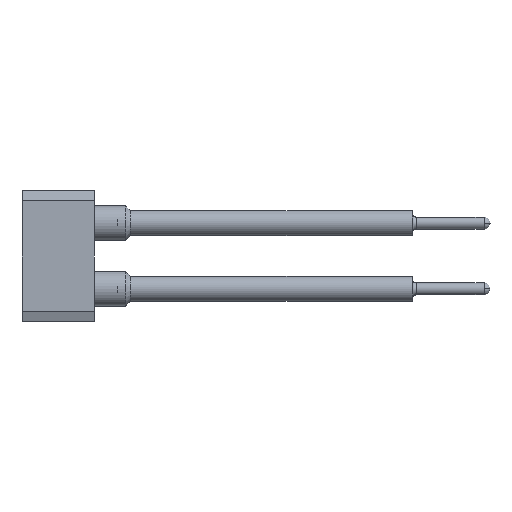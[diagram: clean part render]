
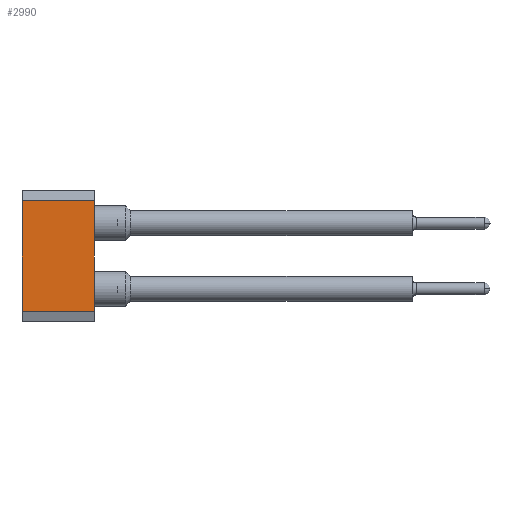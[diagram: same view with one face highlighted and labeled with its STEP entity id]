
A CAD part, left-side view. The second image highlights one B-rep face of the part: STEP entity #2990.
In plain terms, the highlighted planar face has unit normal (-1, 0, 0).
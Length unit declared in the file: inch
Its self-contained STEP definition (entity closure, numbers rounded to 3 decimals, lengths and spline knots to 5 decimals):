
#48 = AXIS2_PLACEMENT_3D ( 'NONE', #6787, #631, #2672 ) ;
#499 = VECTOR ( 'NONE', #5231, 39.37008 ) ;
#506 = EDGE_CURVE ( 'NONE', #4668, #7240, #3747, .T. ) ;
#548 = EDGE_CURVE ( 'NONE', #4668, #4093, #7958, .T. ) ;
#620 = ORIENTED_EDGE ( 'NONE', *, *, #506, .F. ) ;
#631 = DIRECTION ( 'NONE',  ( -1., 0., 0. ) ) ;
#897 = CARTESIAN_POINT ( 'NONE',  ( -0.01203, 0., -0.18425 ) ) ;
#997 = LINE ( 'NONE', #2383, #8265 ) ;
#1965 = PLANE ( 'NONE',  #48 ) ;
#2121 = CARTESIAN_POINT ( 'NONE',  ( -0.01203, 0., -0.18425 ) ) ;
#2228 = VERTEX_POINT ( 'NONE', #7227 ) ;
#2278 = ORIENTED_EDGE ( 'NONE', *, *, #6119, .F. ) ;
#2383 = CARTESIAN_POINT ( 'NONE',  ( -0.01203, -0.11, -0.01575 ) ) ;
#2672 = DIRECTION ( 'NONE',  ( 0., 0., 1. ) ) ;
#2990 = ADVANCED_FACE ( 'NONE', ( #5495 ), #1965, .T. ) ;
#3036 = CARTESIAN_POINT ( 'NONE',  ( -0.01203, -0.11, -0.18425 ) ) ;
#3095 = ORIENTED_EDGE ( 'NONE', *, *, #8103, .T. ) ;
#3573 = LINE ( 'NONE', #2121, #4894 ) ;
#3747 = LINE ( 'NONE', #6485, #499 ) ;
#4093 = VERTEX_POINT ( 'NONE', #7773 ) ;
#4130 = CARTESIAN_POINT ( 'NONE',  ( -0.01203, -0.11, -0.18425 ) ) ;
#4511 = DIRECTION ( 'NONE',  ( 0., 0., 1. ) ) ;
#4668 = VERTEX_POINT ( 'NONE', #4130 ) ;
#4758 = VECTOR ( 'NONE', #4511, 39.37008 ) ;
#4894 = VECTOR ( 'NONE', #8275, 39.37008 ) ;
#5231 = DIRECTION ( 'NONE',  ( 0., 1., 0. ) ) ;
#5495 = FACE_OUTER_BOUND ( 'NONE', #6225, .T. ) ;
#6119 = EDGE_CURVE ( 'NONE', #7240, #2228, #3573, .T. ) ;
#6225 = EDGE_LOOP ( 'NONE', ( #2278, #620, #6641, #3095 ) ) ;
#6391 = DIRECTION ( 'NONE',  ( 0., 1., 0. ) ) ;
#6485 = CARTESIAN_POINT ( 'NONE',  ( -0.01203, -0.11, -0.18425 ) ) ;
#6641 = ORIENTED_EDGE ( 'NONE', *, *, #548, .T. ) ;
#6787 = CARTESIAN_POINT ( 'NONE',  ( -0.01203, -0.11, -0.18425 ) ) ;
#7227 = CARTESIAN_POINT ( 'NONE',  ( -0.01203, 0., -0.01575 ) ) ;
#7240 = VERTEX_POINT ( 'NONE', #897 ) ;
#7773 = CARTESIAN_POINT ( 'NONE',  ( -0.01203, -0.11, -0.01575 ) ) ;
#7958 = LINE ( 'NONE', #3036, #4758 ) ;
#8103 = EDGE_CURVE ( 'NONE', #4093, #2228, #997, .T. ) ;
#8265 = VECTOR ( 'NONE', #6391, 39.37008 ) ;
#8275 = DIRECTION ( 'NONE',  ( 0., 0., 1. ) ) ;
